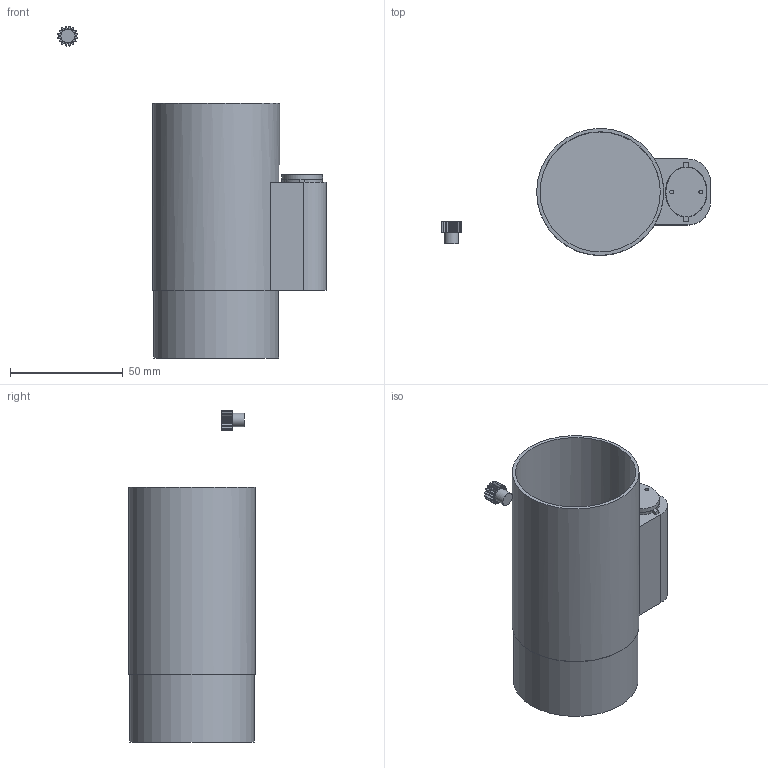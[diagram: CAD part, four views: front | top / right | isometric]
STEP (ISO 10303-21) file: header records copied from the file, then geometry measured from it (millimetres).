
FILE_DESCRIPTION(/* description */ ('STEP AP242','CAx-IF Rec.Pracs.---Representation and Presentation of Product Manufacturing Information (PMI)---4.0---2014-10-13','CAx-IF Rec.Pracs.---3D Tessellated Geometry---0.4---2014-09-14','2;1'),/* implementation_level */ '2;1');
FILE_NAME(/* name */ '66ccf0860f9d0e6bf1a8463e',/* time_stamp */ '2024-08-26T21:15:50Z',/* author */ (''),/* organization */ (''),/* preprocessor_version */ 'ST-DEVELOPER v20',/* originating_system */ ' ',/* authorisation */ ' ');
FILE_SCHEMA (('AP242_MANAGED_MODEL_BASED_3D_ENGINEERING_MIM_LF { 1 0 10303 442 1 1 4 }'));
Length unit declared in the file: metre
Products named in the file (5): Assembly 1; Part 2; Part 1; Gear
Assembly tree (4 placements, depth 2):
  Assembly 1
    Part 2
    Part 1
    Gear
    Part 1
Bounding box: 119.15 x 56.29 x 147.23 mm (x, y, z)
Volume: 54415.9 mm3; surface area: 55076.9 mm2
Topology: 4 solids, 4 shells, 195 faces, 544 edges, 364 vertices
Faces by surface type: plane 79, cylinder 79, bspline 37
Full cylindrical faces by diameter (mm): 1.7 x4, 5 x4, 6 x1, 52.3 x1, 53.3 x1, 55.3 x1, 56.3 x1
Entity records: 9056 total; most frequent: CARTESIAN_POINT 4059, ORIENTED_EDGE 1048, DIRECTION 950, EDGE_CURVE 524, VERTEX_POINT 358, AXIS2_PLACEMENT_3D 331, LINE 288, VECTOR 288
